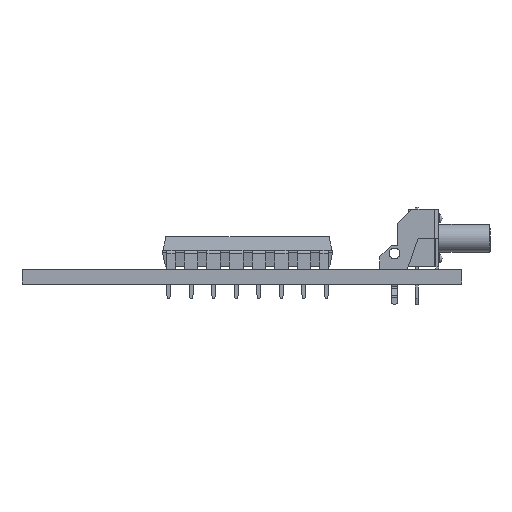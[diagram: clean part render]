
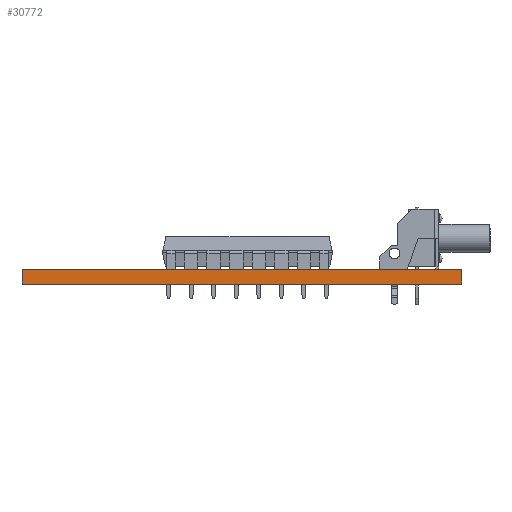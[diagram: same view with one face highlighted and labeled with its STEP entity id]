
A CAD part, left-side view. The second image highlights one B-rep face of the part: STEP entity #30772.
In plain terms, the highlighted planar face has unit normal (-1, 0, 0).
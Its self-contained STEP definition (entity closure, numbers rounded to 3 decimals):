
#30656 = EDGE_CURVE('',#30657,#30659,#30661,.T.);
#30657 = VERTEX_POINT('',#30658);
#30658 = CARTESIAN_POINT('',(0.,49.53,0.));
#30659 = VERTEX_POINT('',#30660);
#30660 = CARTESIAN_POINT('',(0.,49.53,1.6));
#30661 = SURFACE_CURVE('',#30662,(#30666,#30678),.PCURVE_S1.);
#30662 = LINE('',#30663,#30664);
#30663 = CARTESIAN_POINT('',(0.,49.53,0.));
#30664 = VECTOR('',#30665,1.);
#30665 = DIRECTION('',(0.,0.,1.));
#30666 = PCURVE('',#30667,#30672);
#30667 = PLANE('',#30668);
#30668 = AXIS2_PLACEMENT_3D('',#30669,#30670,#30671);
#30669 = CARTESIAN_POINT('',(0.,49.53,0.));
#30670 = DIRECTION('',(0.,1.,0.));
#30671 = DIRECTION('',(1.,0.,0.));
#30672 = DEFINITIONAL_REPRESENTATION('',(#30673),#30677);
#30673 = LINE('',#30674,#30675);
#30674 = CARTESIAN_POINT('',(0.,0.));
#30675 = VECTOR('',#30676,1.);
#30676 = DIRECTION('',(0.,-1.));
#30677 = ( GEOMETRIC_REPRESENTATION_CONTEXT(2) 
PARAMETRIC_REPRESENTATION_CONTEXT() REPRESENTATION_CONTEXT('2D SPACE',''
  ) );
#30678 = PCURVE('',#30679,#30684);
#30679 = PLANE('',#30680);
#30680 = AXIS2_PLACEMENT_3D('',#30681,#30682,#30683);
#30681 = CARTESIAN_POINT('',(0.,0.,0.));
#30682 = DIRECTION('',(-1.,0.,0.));
#30683 = DIRECTION('',(0.,1.,0.));
#30684 = DEFINITIONAL_REPRESENTATION('',(#30685),#30689);
#30685 = LINE('',#30686,#30687);
#30686 = CARTESIAN_POINT('',(49.53,0.));
#30687 = VECTOR('',#30688,1.);
#30688 = DIRECTION('',(0.,-1.));
#30689 = ( GEOMETRIC_REPRESENTATION_CONTEXT(2) 
PARAMETRIC_REPRESENTATION_CONTEXT() REPRESENTATION_CONTEXT('2D SPACE',''
  ) );
#30707 = PLANE('',#30708);
#30708 = AXIS2_PLACEMENT_3D('',#30709,#30710,#30711);
#30709 = CARTESIAN_POINT('',(38.1,24.765,1.6));
#30710 = DIRECTION('',(0.,0.,-1.));
#30711 = DIRECTION('',(-1.,0.,0.));
#30761 = PLANE('',#30762);
#30762 = AXIS2_PLACEMENT_3D('',#30763,#30764,#30765);
#30763 = CARTESIAN_POINT('',(38.1,24.765,0.));
#30764 = DIRECTION('',(0.,0.,-1.));
#30765 = DIRECTION('',(-1.,0.,0.));
#30772 = ADVANCED_FACE('',(#30773),#30679,.T.);
#30773 = FACE_BOUND('',#30774,.T.);
#30774 = EDGE_LOOP('',(#30775,#30805,#30826,#30827));
#30775 = ORIENTED_EDGE('',*,*,#30776,.T.);
#30776 = EDGE_CURVE('',#30777,#30779,#30781,.T.);
#30777 = VERTEX_POINT('',#30778);
#30778 = CARTESIAN_POINT('',(0.,0.,0.));
#30779 = VERTEX_POINT('',#30780);
#30780 = CARTESIAN_POINT('',(0.,0.,1.6));
#30781 = SURFACE_CURVE('',#30782,(#30786,#30793),.PCURVE_S1.);
#30782 = LINE('',#30783,#30784);
#30783 = CARTESIAN_POINT('',(0.,0.,0.));
#30784 = VECTOR('',#30785,1.);
#30785 = DIRECTION('',(0.,0.,1.));
#30786 = PCURVE('',#30679,#30787);
#30787 = DEFINITIONAL_REPRESENTATION('',(#30788),#30792);
#30788 = LINE('',#30789,#30790);
#30789 = CARTESIAN_POINT('',(0.,0.));
#30790 = VECTOR('',#30791,1.);
#30791 = DIRECTION('',(0.,-1.));
#30792 = ( GEOMETRIC_REPRESENTATION_CONTEXT(2) 
PARAMETRIC_REPRESENTATION_CONTEXT() REPRESENTATION_CONTEXT('2D SPACE',''
  ) );
#30793 = PCURVE('',#30794,#30799);
#30794 = PLANE('',#30795);
#30795 = AXIS2_PLACEMENT_3D('',#30796,#30797,#30798);
#30796 = CARTESIAN_POINT('',(76.2,0.,0.));
#30797 = DIRECTION('',(0.,-1.,0.));
#30798 = DIRECTION('',(-1.,0.,0.));
#30799 = DEFINITIONAL_REPRESENTATION('',(#30800),#30804);
#30800 = LINE('',#30801,#30802);
#30801 = CARTESIAN_POINT('',(76.2,0.));
#30802 = VECTOR('',#30803,1.);
#30803 = DIRECTION('',(0.,-1.));
#30804 = ( GEOMETRIC_REPRESENTATION_CONTEXT(2) 
PARAMETRIC_REPRESENTATION_CONTEXT() REPRESENTATION_CONTEXT('2D SPACE',''
  ) );
#30805 = ORIENTED_EDGE('',*,*,#30806,.T.);
#30806 = EDGE_CURVE('',#30779,#30659,#30807,.T.);
#30807 = SURFACE_CURVE('',#30808,(#30812,#30819),.PCURVE_S1.);
#30808 = LINE('',#30809,#30810);
#30809 = CARTESIAN_POINT('',(0.,0.,1.6));
#30810 = VECTOR('',#30811,1.);
#30811 = DIRECTION('',(0.,1.,0.));
#30812 = PCURVE('',#30679,#30813);
#30813 = DEFINITIONAL_REPRESENTATION('',(#30814),#30818);
#30814 = LINE('',#30815,#30816);
#30815 = CARTESIAN_POINT('',(0.,-1.6));
#30816 = VECTOR('',#30817,1.);
#30817 = DIRECTION('',(1.,0.));
#30818 = ( GEOMETRIC_REPRESENTATION_CONTEXT(2) 
PARAMETRIC_REPRESENTATION_CONTEXT() REPRESENTATION_CONTEXT('2D SPACE',''
  ) );
#30819 = PCURVE('',#30707,#30820);
#30820 = DEFINITIONAL_REPRESENTATION('',(#30821),#30825);
#30821 = LINE('',#30822,#30823);
#30822 = CARTESIAN_POINT('',(38.1,-24.765));
#30823 = VECTOR('',#30824,1.);
#30824 = DIRECTION('',(0.,1.));
#30825 = ( GEOMETRIC_REPRESENTATION_CONTEXT(2) 
PARAMETRIC_REPRESENTATION_CONTEXT() REPRESENTATION_CONTEXT('2D SPACE',''
  ) );
#30826 = ORIENTED_EDGE('',*,*,#30656,.F.);
#30827 = ORIENTED_EDGE('',*,*,#30828,.F.);
#30828 = EDGE_CURVE('',#30777,#30657,#30829,.T.);
#30829 = SURFACE_CURVE('',#30830,(#30834,#30841),.PCURVE_S1.);
#30830 = LINE('',#30831,#30832);
#30831 = CARTESIAN_POINT('',(0.,0.,0.));
#30832 = VECTOR('',#30833,1.);
#30833 = DIRECTION('',(0.,1.,0.));
#30834 = PCURVE('',#30679,#30835);
#30835 = DEFINITIONAL_REPRESENTATION('',(#30836),#30840);
#30836 = LINE('',#30837,#30838);
#30837 = CARTESIAN_POINT('',(0.,0.));
#30838 = VECTOR('',#30839,1.);
#30839 = DIRECTION('',(1.,0.));
#30840 = ( GEOMETRIC_REPRESENTATION_CONTEXT(2) 
PARAMETRIC_REPRESENTATION_CONTEXT() REPRESENTATION_CONTEXT('2D SPACE',''
  ) );
#30841 = PCURVE('',#30761,#30842);
#30842 = DEFINITIONAL_REPRESENTATION('',(#30843),#30847);
#30843 = LINE('',#30844,#30845);
#30844 = CARTESIAN_POINT('',(38.1,-24.765));
#30845 = VECTOR('',#30846,1.);
#30846 = DIRECTION('',(0.,1.));
#30847 = ( GEOMETRIC_REPRESENTATION_CONTEXT(2) 
PARAMETRIC_REPRESENTATION_CONTEXT() REPRESENTATION_CONTEXT('2D SPACE',''
  ) );
